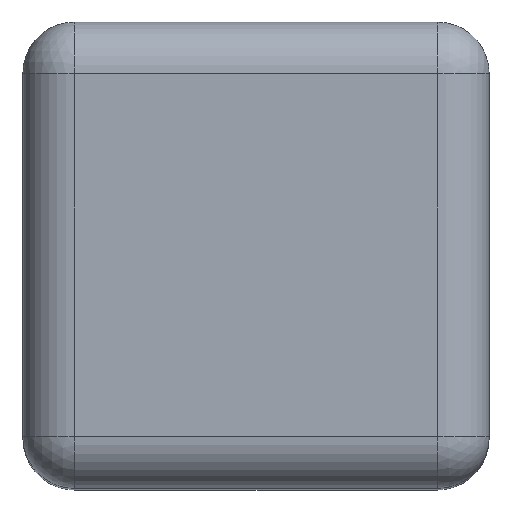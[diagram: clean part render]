
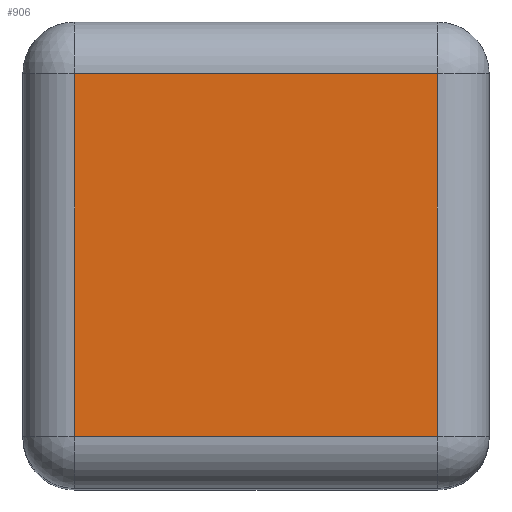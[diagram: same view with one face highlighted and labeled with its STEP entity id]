
A CAD part, top view. The second image highlights one B-rep face of the part: STEP entity #906.
In plain terms, the highlighted planar face has unit normal (0, 0, 1).
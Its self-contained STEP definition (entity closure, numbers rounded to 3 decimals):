
#100 = CYLINDRICAL_SURFACE('',#101,2.);
#101 = AXIS2_PLACEMENT_3D('',#102,#103,#104);
#102 = CARTESIAN_POINT('',(7.,9.,36.));
#103 = DIRECTION('',(0.,-1.,0.));
#104 = DIRECTION('',(1.,0.,0.));
#448 = VERTEX_POINT('',#449);
#449 = CARTESIAN_POINT('',(7.,7.,38.));
#469 = EDGE_CURVE('',#448,#470,#472,.T.);
#470 = VERTEX_POINT('',#471);
#471 = CARTESIAN_POINT('',(7.,-7.,38.));
#472 = SURFACE_CURVE('',#473,(#477,#484),.PCURVE_S1.);
#473 = LINE('',#474,#475);
#474 = CARTESIAN_POINT('',(7.,9.,38.));
#475 = VECTOR('',#476,1.);
#476 = DIRECTION('',(0.,-1.,0.));
#477 = PCURVE('',#100,#478);
#478 = DEFINITIONAL_REPRESENTATION('',(#479),#483);
#479 = LINE('',#480,#481);
#480 = CARTESIAN_POINT('',(1.571,0.));
#481 = VECTOR('',#482,1.);
#482 = DIRECTION('',(0.,1.));
#483 = ( GEOMETRIC_REPRESENTATION_CONTEXT(2) 
PARAMETRIC_REPRESENTATION_CONTEXT() REPRESENTATION_CONTEXT('2D SPACE',''
  ) );
#484 = PCURVE('',#485,#490);
#485 = PLANE('',#486);
#486 = AXIS2_PLACEMENT_3D('',#487,#488,#489);
#487 = CARTESIAN_POINT('',(-9.,9.,38.));
#488 = DIRECTION('',(0.,0.,1.));
#489 = DIRECTION('',(1.,0.,0.));
#490 = DEFINITIONAL_REPRESENTATION('',(#491),#495);
#491 = LINE('',#492,#493);
#492 = CARTESIAN_POINT('',(16.,0.));
#493 = VECTOR('',#494,1.);
#494 = DIRECTION('',(0.,-1.));
#495 = ( GEOMETRIC_REPRESENTATION_CONTEXT(2) 
PARAMETRIC_REPRESENTATION_CONTEXT() REPRESENTATION_CONTEXT('2D SPACE',''
  ) );
#559 = CYLINDRICAL_SURFACE('',#560,2.);
#560 = AXIS2_PLACEMENT_3D('',#561,#562,#563);
#561 = CARTESIAN_POINT('',(-9.,7.,36.));
#562 = DIRECTION('',(1.,0.,0.));
#563 = DIRECTION('',(0.,1.,0.));
#729 = CYLINDRICAL_SURFACE('',#730,2.);
#730 = AXIS2_PLACEMENT_3D('',#731,#732,#733);
#731 = CARTESIAN_POINT('',(-7.,-9.,36.));
#732 = DIRECTION('',(0.,1.,0.));
#733 = DIRECTION('',(0.,0.,1.));
#814 = CYLINDRICAL_SURFACE('',#815,2.);
#815 = AXIS2_PLACEMENT_3D('',#816,#817,#818);
#816 = CARTESIAN_POINT('',(9.,-7.,36.));
#817 = DIRECTION('',(-1.,0.,0.));
#818 = DIRECTION('',(0.,-1.,0.));
#906 = ADVANCED_FACE('',(#907),#485,.T.);
#907 = FACE_BOUND('',#908,.T.);
#908 = EDGE_LOOP('',(#909,#932,#933,#956));
#909 = ORIENTED_EDGE('',*,*,#910,.F.);
#910 = EDGE_CURVE('',#470,#911,#913,.T.);
#911 = VERTEX_POINT('',#912);
#912 = CARTESIAN_POINT('',(-7.,-7.,38.));
#913 = SURFACE_CURVE('',#914,(#918,#925),.PCURVE_S1.);
#914 = LINE('',#915,#916);
#915 = CARTESIAN_POINT('',(9.,-7.,38.));
#916 = VECTOR('',#917,1.);
#917 = DIRECTION('',(-1.,0.,0.));
#918 = PCURVE('',#485,#919);
#919 = DEFINITIONAL_REPRESENTATION('',(#920),#924);
#920 = LINE('',#921,#922);
#921 = CARTESIAN_POINT('',(18.,-16.));
#922 = VECTOR('',#923,1.);
#923 = DIRECTION('',(-1.,0.));
#924 = ( GEOMETRIC_REPRESENTATION_CONTEXT(2) 
PARAMETRIC_REPRESENTATION_CONTEXT() REPRESENTATION_CONTEXT('2D SPACE',''
  ) );
#925 = PCURVE('',#814,#926);
#926 = DEFINITIONAL_REPRESENTATION('',(#927),#931);
#927 = LINE('',#928,#929);
#928 = CARTESIAN_POINT('',(1.571,0.));
#929 = VECTOR('',#930,1.);
#930 = DIRECTION('',(0.,1.));
#931 = ( GEOMETRIC_REPRESENTATION_CONTEXT(2) 
PARAMETRIC_REPRESENTATION_CONTEXT() REPRESENTATION_CONTEXT('2D SPACE',''
  ) );
#932 = ORIENTED_EDGE('',*,*,#469,.F.);
#933 = ORIENTED_EDGE('',*,*,#934,.F.);
#934 = EDGE_CURVE('',#935,#448,#937,.T.);
#935 = VERTEX_POINT('',#936);
#936 = CARTESIAN_POINT('',(-7.,7.,38.));
#937 = SURFACE_CURVE('',#938,(#942,#949),.PCURVE_S1.);
#938 = LINE('',#939,#940);
#939 = CARTESIAN_POINT('',(-9.,7.,38.));
#940 = VECTOR('',#941,1.);
#941 = DIRECTION('',(1.,0.,0.));
#942 = PCURVE('',#485,#943);
#943 = DEFINITIONAL_REPRESENTATION('',(#944),#948);
#944 = LINE('',#945,#946);
#945 = CARTESIAN_POINT('',(0.,-2.));
#946 = VECTOR('',#947,1.);
#947 = DIRECTION('',(1.,0.));
#948 = ( GEOMETRIC_REPRESENTATION_CONTEXT(2) 
PARAMETRIC_REPRESENTATION_CONTEXT() REPRESENTATION_CONTEXT('2D SPACE',''
  ) );
#949 = PCURVE('',#559,#950);
#950 = DEFINITIONAL_REPRESENTATION('',(#951),#955);
#951 = LINE('',#952,#953);
#952 = CARTESIAN_POINT('',(1.571,0.));
#953 = VECTOR('',#954,1.);
#954 = DIRECTION('',(0.,1.));
#955 = ( GEOMETRIC_REPRESENTATION_CONTEXT(2) 
PARAMETRIC_REPRESENTATION_CONTEXT() REPRESENTATION_CONTEXT('2D SPACE',''
  ) );
#956 = ORIENTED_EDGE('',*,*,#957,.F.);
#957 = EDGE_CURVE('',#911,#935,#958,.T.);
#958 = SURFACE_CURVE('',#959,(#963,#970),.PCURVE_S1.);
#959 = LINE('',#960,#961);
#960 = CARTESIAN_POINT('',(-7.,-9.,38.));
#961 = VECTOR('',#962,1.);
#962 = DIRECTION('',(0.,1.,0.));
#963 = PCURVE('',#485,#964);
#964 = DEFINITIONAL_REPRESENTATION('',(#965),#969);
#965 = LINE('',#966,#967);
#966 = CARTESIAN_POINT('',(2.,-18.));
#967 = VECTOR('',#968,1.);
#968 = DIRECTION('',(0.,1.));
#969 = ( GEOMETRIC_REPRESENTATION_CONTEXT(2) 
PARAMETRIC_REPRESENTATION_CONTEXT() REPRESENTATION_CONTEXT('2D SPACE',''
  ) );
#970 = PCURVE('',#729,#971);
#971 = DEFINITIONAL_REPRESENTATION('',(#972),#976);
#972 = LINE('',#973,#974);
#973 = CARTESIAN_POINT('',(0.,0.));
#974 = VECTOR('',#975,1.);
#975 = DIRECTION('',(0.,1.));
#976 = ( GEOMETRIC_REPRESENTATION_CONTEXT(2) 
PARAMETRIC_REPRESENTATION_CONTEXT() REPRESENTATION_CONTEXT('2D SPACE',''
  ) );
